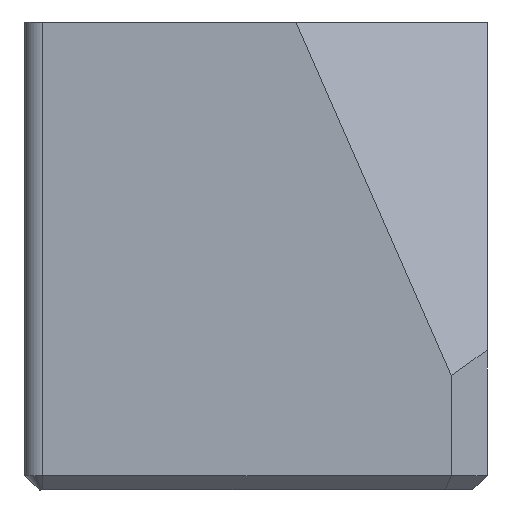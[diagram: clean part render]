
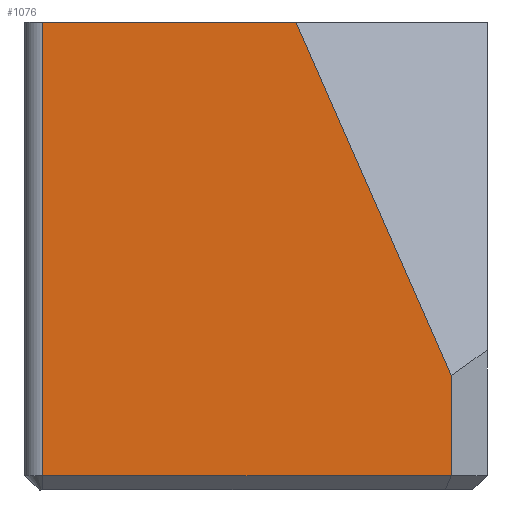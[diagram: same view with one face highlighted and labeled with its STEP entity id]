
A CAD part, left-side view. The second image highlights one B-rep face of the part: STEP entity #1076.
In plain terms, the highlighted planar face has unit normal (-1, 0, 0).
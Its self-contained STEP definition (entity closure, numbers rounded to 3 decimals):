
#61=PLANE('',#1198);
#122=FACE_OUTER_BOUND('',#192,.T.);
#192=EDGE_LOOP('',(#930,#931,#932,#933,#934));
#237=LINE('',#1637,#343);
#265=LINE('',#1739,#371);
#292=LINE('',#1807,#398);
#293=LINE('',#1810,#399);
#294=LINE('',#1811,#400);
#343=VECTOR('',#1293,10.);
#371=VECTOR('',#1401,10.);
#398=VECTOR('',#1486,10.);
#399=VECTOR('',#1489,10.);
#400=VECTOR('',#1490,10.);
#487=VERTEX_POINT('',#1615);
#497=VERTEX_POINT('',#1635);
#530=VERTEX_POINT('',#1737);
#531=VERTEX_POINT('',#1738);
#544=VERTEX_POINT('',#1809);
#596=EDGE_CURVE('',#497,#487,#237,.T.);
#644=EDGE_CURVE('',#530,#531,#265,.T.);
#680=EDGE_CURVE('',#531,#497,#292,.T.);
#681=EDGE_CURVE('',#544,#530,#293,.T.);
#682=EDGE_CURVE('',#487,#544,#294,.T.);
#930=ORIENTED_EDGE('',*,*,#644,.F.);
#931=ORIENTED_EDGE('',*,*,#681,.F.);
#932=ORIENTED_EDGE('',*,*,#682,.F.);
#933=ORIENTED_EDGE('',*,*,#596,.F.);
#934=ORIENTED_EDGE('',*,*,#680,.F.);
#1076=ADVANCED_FACE('',(#122),#61,.T.);
#1198=AXIS2_PLACEMENT_3D('',#1808,#1487,#1488);
#1293=DIRECTION('',(0.,-1.,0.));
#1401=DIRECTION('',(0.,1.,0.));
#1486=DIRECTION('',(0.,0.,1.));
#1487=DIRECTION('center_axis',(-1.,0.,0.));
#1488=DIRECTION('ref_axis',(0.,-1.,0.));
#1489=DIRECTION('',(0.,0.,-1.));
#1490=DIRECTION('',(0.,-0.402,-0.916));
#1615=CARTESIAN_POINT('',(-13.266,17.456,77.148));
#1635=CARTESIAN_POINT('',(-13.266,24.492,77.148));
#1637=CARTESIAN_POINT('',(-13.266,24.992,77.148));
#1737=CARTESIAN_POINT('',(-13.266,13.142,64.548));
#1738=CARTESIAN_POINT('',(-13.266,24.492,64.548));
#1739=CARTESIAN_POINT('',(-13.266,21.78,64.548));
#1807=CARTESIAN_POINT('',(-13.266,24.492,64.148));
#1808=CARTESIAN_POINT('Origin',(-13.266,24.992,64.148));
#1809=CARTESIAN_POINT('',(-13.266,13.142,67.327));
#1810=CARTESIAN_POINT('',(-13.266,13.142,64.148));
#1811=CARTESIAN_POINT('',(-13.266,14.742,70.97));
